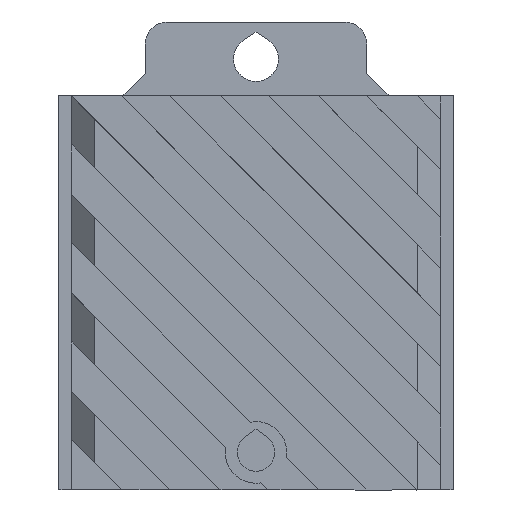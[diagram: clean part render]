
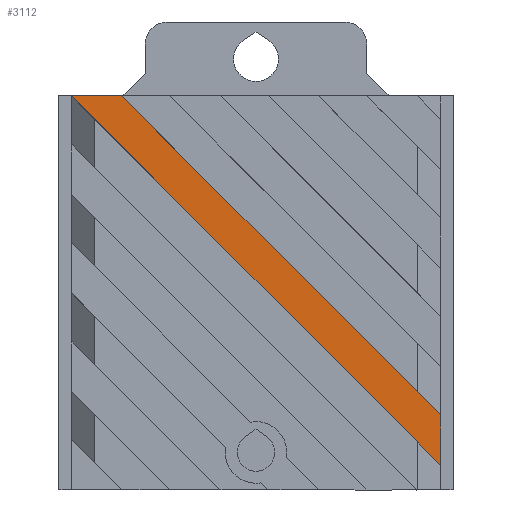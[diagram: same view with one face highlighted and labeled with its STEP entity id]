
A CAD part, front view. The second image highlights one B-rep face of the part: STEP entity #3112.
In plain terms, the highlighted planar face has unit normal (0, -1, 0).
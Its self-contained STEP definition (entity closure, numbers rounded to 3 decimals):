
#296 = LINE ( 'NONE', #5241, #4389 ) ;
#299 = VERTEX_POINT ( 'NONE', #2802 ) ;
#327 = CARTESIAN_POINT ( 'NONE',  ( 0., -16.2, 0. ) ) ;
#502 = DIRECTION ( 'NONE',  ( -1., 0., 0. ) ) ;
#661 = EDGE_CURVE ( 'NONE', #3477, #299, #1973, .T. ) ;
#1001 = CARTESIAN_POINT ( 'NONE',  ( 62., -16.2, 12.2 ) ) ;
#1029 = EDGE_CURVE ( 'NONE', #299, #5058, #2186, .T. ) ;
#1146 = CARTESIAN_POINT ( 'NONE',  ( 62., -16.2, 4. ) ) ;
#1213 = VECTOR ( 'NONE', #4873, 1000. ) ;
#1226 = VECTOR ( 'NONE', #2674, 1000. ) ;
#1525 = CARTESIAN_POINT ( 'NONE',  ( 62., -16.2, 4. ) ) ;
#1609 = ORIENTED_EDGE ( 'NONE', *, *, #1029, .T. ) ;
#1716 = CARTESIAN_POINT ( 'NONE',  ( 10.2, -16.2, 64. ) ) ;
#1973 = LINE ( 'NONE', #1146, #1213 ) ;
#1994 = EDGE_CURVE ( 'NONE', #4912, #3477, #296, .T. ) ;
#2186 = LINE ( 'NONE', #1001, #1226 ) ;
#2212 = EDGE_CURVE ( 'NONE', #5058, #4912, #3341, .T. ) ;
#2344 = DIRECTION ( 'NONE',  ( 0., 1., 0. ) ) ;
#2674 = DIRECTION ( 'NONE',  ( -0.707, 0., 0.707 ) ) ;
#2802 = CARTESIAN_POINT ( 'NONE',  ( 62., -16.2, 12.2 ) ) ;
#2838 = VECTOR ( 'NONE', #502, 1000. ) ;
#3097 = PLANE ( 'NONE',  #4661 ) ;
#3112 = ADVANCED_FACE ( 'NONE', ( #5268 ), #3097, .F. ) ;
#3341 = LINE ( 'NONE', #1716, #2838 ) ;
#3477 = VERTEX_POINT ( 'NONE', #1525 ) ;
#3530 = DIRECTION ( 'NONE',  ( 0.707, 0., -0.707 ) ) ;
#3941 = ORIENTED_EDGE ( 'NONE', *, *, #2212, .T. ) ;
#3976 = ORIENTED_EDGE ( 'NONE', *, *, #1994, .T. ) ;
#4254 = CARTESIAN_POINT ( 'NONE',  ( 2., -16.2, 64. ) ) ;
#4389 = VECTOR ( 'NONE', #3530, 1000. ) ;
#4397 = EDGE_LOOP ( 'NONE', ( #3941, #3976, #4434, #1609 ) ) ;
#4434 = ORIENTED_EDGE ( 'NONE', *, *, #661, .T. ) ;
#4661 = AXIS2_PLACEMENT_3D ( 'NONE', #327, #2344, #5215 ) ;
#4873 = DIRECTION ( 'NONE',  ( 0., 0., 1. ) ) ;
#4912 = VERTEX_POINT ( 'NONE', #4254 ) ;
#5058 = VERTEX_POINT ( 'NONE', #5150 ) ;
#5150 = CARTESIAN_POINT ( 'NONE',  ( 10.2, -16.2, 64. ) ) ;
#5215 = DIRECTION ( 'NONE',  ( 0., 0., 1. ) ) ;
#5241 = CARTESIAN_POINT ( 'NONE',  ( 2., -16.2, 64. ) ) ;
#5268 = FACE_OUTER_BOUND ( 'NONE', #4397, .T. ) ;
